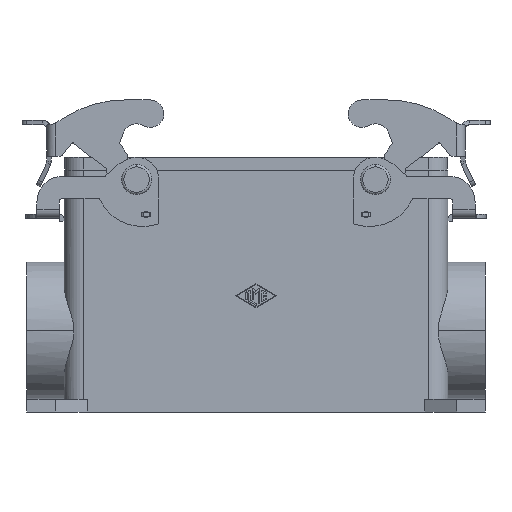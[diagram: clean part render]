
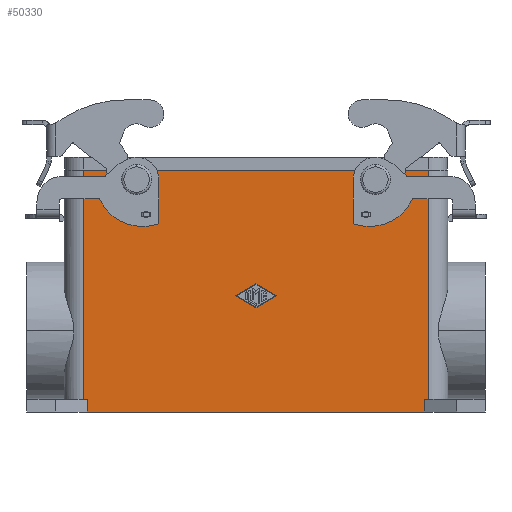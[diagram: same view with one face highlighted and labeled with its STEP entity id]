
A CAD part, front view. The second image highlights one B-rep face of the part: STEP entity #50330.
In plain terms, the highlighted planar face has unit normal (0, -1, 0).
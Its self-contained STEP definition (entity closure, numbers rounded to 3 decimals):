
#15260=CARTESIAN_POINT('',(0.,-22.25,
-1.5));
#15270=VERTEX_POINT('',#15260);
#15450=CARTESIAN_POINT('',(0.,-22.25,1.5)
);
#15460=VERTEX_POINT('',#15450);
#15490=CARTESIAN_POINT('',(0.,-22.25,0.));
#15500=DIRECTION('',(0.,1.,0.));
#15510=DIRECTION('',(0.,0.,1.));
#15520=AXIS2_PLACEMENT_3D('',#15490,#15500,#15510);
#15530=CIRCLE('',#15520,1.5);
#15540=EDGE_CURVE('',#15460,#15270,#15530,.T.);
#23430=CARTESIAN_POINT('',(-75.,-22.25,1.5));
#23440=VERTEX_POINT('',#23430);
#23490=CARTESIAN_POINT('',(-75.,-22.25,0.));
#23500=DIRECTION('',(0.,1.,0.));
#23510=DIRECTION('',(0.,0.,1.));
#23520=AXIS2_PLACEMENT_3D('',#23490,#23500,#23510);
#23530=CIRCLE('',#23520,1.5);
#23540=CARTESIAN_POINT('',(-75.,-22.25,-1.5));
#23550=VERTEX_POINT('',#23540);
#23560=EDGE_CURVE('',#23440,#23550,#23530,.T.);
#27920=CARTESIAN_POINT('',(16.75,-22.25,-69.));
#27930=VERTEX_POINT('',#27920);
#28320=CARTESIAN_POINT('',(15.5,-22.25,-69.));
#28330=VERTEX_POINT('',#28320);
#28360=CARTESIAN_POINT('',(0.,-22.25,-69.));
#28370=DIRECTION('',(-1.,0.,0.));
#28380=VECTOR('',#28370,1.);
#28390=LINE('',#28360,#28380);
#28400=EDGE_CURVE('',#27930,#28330,#28390,.T.);
#40020=CARTESIAN_POINT('',(-37.5,-22.25,-40.249));
#40030=VERTEX_POINT('',#40020);
#40080=CARTESIAN_POINT('',(-37.5,-22.25,-40.249));
#40090=DIRECTION('',(-0.866,0.,0.5));
#40100=VECTOR('',#40090,7.504);
#40110=LINE('',#40080,#40100);
#40120=CARTESIAN_POINT('',(-44.,-22.25,-36.5));
#40130=VERTEX_POINT('',#40120);
#40140=EDGE_CURVE('',#40030,#40130,#40110,.T.);
#40490=CARTESIAN_POINT('',(-31.,-22.25,-36.5));
#40500=VERTEX_POINT('',#40490);
#40550=CARTESIAN_POINT('',(-31.,-22.25,-36.5));
#40560=DIRECTION('',(-0.866,0.,-0.5));
#40570=VECTOR('',#40560,7.504);
#40580=LINE('',#40550,#40570);
#40590=EDGE_CURVE('',#40500,#40030,#40580,.T.);
#40870=CARTESIAN_POINT('',(-37.5,-22.25,-32.751));
#40880=VERTEX_POINT('',#40870);
#40930=CARTESIAN_POINT('',(-37.5,-22.25,-32.751));
#40940=DIRECTION('',(0.866,0.,-0.5));
#40950=VECTOR('',#40940,7.504);
#40960=LINE('',#40930,#40950);
#40970=EDGE_CURVE('',#40880,#40500,#40960,.T.);
#41220=CARTESIAN_POINT('',(-44.,-22.25,-36.5));
#41230=DIRECTION('',(0.866,0.,0.5));
#41240=VECTOR('',#41230,7.504);
#41250=LINE('',#41220,#41240);
#41260=EDGE_CURVE('',#40130,#40880,#41250,.T.);
#49550=CARTESIAN_POINT('',(15.5,-22.25,-73.));
#49560=DIRECTION('',(0.,-1.,0.));
#49570=DIRECTION('',(0.,0.,-1.));
#49580=AXIS2_PLACEMENT_3D('',#49550,#49560,#49570);
#49590=PLANE('',#49580);
#49600=ORIENTED_EDGE('',*,*,#40590,.T.);
#49610=ORIENTED_EDGE('',*,*,#40970,.T.);
#49620=ORIENTED_EDGE('',*,*,#41260,.T.);
#49630=ORIENTED_EDGE('',*,*,#40140,.T.);
#49640=EDGE_LOOP('',(#49630,#49620,#49610,#49600));
#49650=FACE_BOUND('',#49640,.T.);
#49660=EDGE_CURVE('',#15270,#15460,#15530,.T.);
#49670=ORIENTED_EDGE('',*,*,#49660,.T.);
#49680=ORIENTED_EDGE('',*,*,#15540,.T.);
#49690=EDGE_LOOP('',(#49680,#49670));
#49700=FACE_BOUND('',#49690,.T.);
#49710=EDGE_CURVE('',#23550,#23440,#23530,.T.);
#49720=ORIENTED_EDGE('',*,*,#49710,.T.);
#49730=ORIENTED_EDGE('',*,*,#23560,.T.);
#49740=EDGE_LOOP('',(#49730,#49720));
#49750=FACE_BOUND('',#49740,.T.);
#49760=ORIENTED_EDGE('',*,*,#28400,.F.);
#49770=CARTESIAN_POINT('',(15.5,-22.25,-73.));
#49780=DIRECTION('',(0.,0.,1.));
#49790=VECTOR('',#49780,4.);
#49800=LINE('',#49770,#49790);
#49810=CARTESIAN_POINT('',(15.5,-22.25,-73.));
#49820=VERTEX_POINT('',#49810);
#49830=EDGE_CURVE('',#49820,#28330,#49800,.T.);
#49840=ORIENTED_EDGE('',*,*,#49830,.T.);
#49850=CARTESIAN_POINT('',(15.5,-22.25,-73.));
#49860=DIRECTION('',(-1.,0.,0.));
#49870=VECTOR('',#49860,106.);
#49880=LINE('',#49850,#49870);
#49890=CARTESIAN_POINT('',(-90.5,-22.25,-73.));
#49900=VERTEX_POINT('',#49890);
#49910=EDGE_CURVE('',#49820,#49900,#49880,.T.);
#49920=ORIENTED_EDGE('',*,*,#49910,.F.);
#49930=CARTESIAN_POINT('',(-90.5,-22.25,-73.));
#49940=DIRECTION('',(0.,0.,1.));
#49950=VECTOR('',#49940,4.);
#49960=LINE('',#49930,#49950);
#49970=CARTESIAN_POINT('',(-90.5,-22.25,-69.));
#49980=VERTEX_POINT('',#49970);
#49990=EDGE_CURVE('',#49900,#49980,#49960,.T.);
#50000=ORIENTED_EDGE('',*,*,#49990,.F.);
#50010=CARTESIAN_POINT('',(0.,-22.25,-69.));
#50020=DIRECTION('',(-1.,0.,0.));
#50030=VECTOR('',#50020,1.);
#50040=LINE('',#50010,#50030);
#50050=CARTESIAN_POINT('',(-91.75,-22.25,-69.));
#50060=VERTEX_POINT('',#50050);
#50070=EDGE_CURVE('',#49980,#50060,#50040,.T.);
#50080=ORIENTED_EDGE('',*,*,#50070,.F.);
#50090=CARTESIAN_POINT('',(-91.75,-22.25,-33.));
#50100=DIRECTION('',(0.,0.,-1.));
#50110=VECTOR('',#50100,1.);
#50120=LINE('',#50090,#50110);
#50130=CARTESIAN_POINT('',(-91.75,-22.25,3.));
#50140=VERTEX_POINT('',#50130);
#50150=EDGE_CURVE('',#50140,#50060,#50120,.T.);
#50160=ORIENTED_EDGE('',*,*,#50150,.T.);
#50170=CARTESIAN_POINT('',(0.,-22.25,3.));
#50180=DIRECTION('',(-1.,0.,0.));
#50190=VECTOR('',#50180,1.);
#50200=LINE('',#50170,#50190);
#50210=CARTESIAN_POINT('',(16.75,-22.25,3.));
#50220=VERTEX_POINT('',#50210);
#50230=EDGE_CURVE('',#50220,#50140,#50200,.T.);
#50240=ORIENTED_EDGE('',*,*,#50230,.T.);
#50250=CARTESIAN_POINT('',(16.75,-22.25,-33.));
#50260=DIRECTION('',(0.,0.,-1.));
#50270=VECTOR('',#50260,1.);
#50280=LINE('',#50250,#50270);
#50290=EDGE_CURVE('',#50220,#27930,#50280,.T.);
#50300=ORIENTED_EDGE('',*,*,#50290,.F.);
#50310=EDGE_LOOP('',(#50300,#50240,#50160,#50080,#50000,#49920,#49840,
#49760));
#50320=FACE_OUTER_BOUND('',#50310,.T.);
#50330=ADVANCED_FACE('',(#49650,#49700,#49750,#50320),#49590,.T.);
